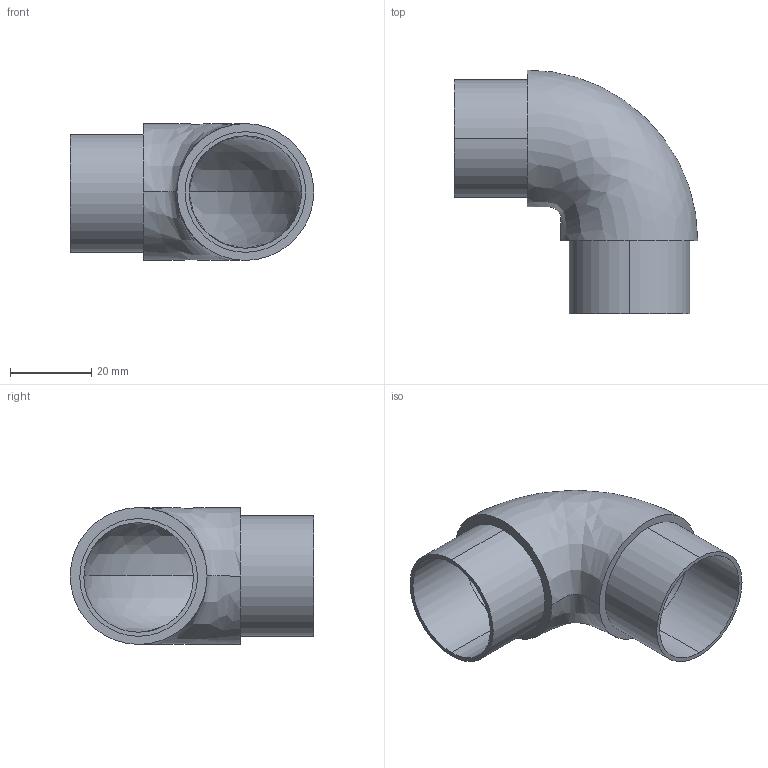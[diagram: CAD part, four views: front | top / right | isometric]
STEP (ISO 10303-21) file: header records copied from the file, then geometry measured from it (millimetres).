
FILE_DESCRIPTION (( 'STEP AP203' ), '1' );
FILE_NAME ('3D_GR1092_33.7x2_188851160.STEP', '2024-11-11T11:03:46', ( '' ), ( '' ), 'SwSTEP 2.0', 'SolidWorks 2023', '' );
FILE_SCHEMA (( 'CONFIG_CONTROL_DESIGN' ));
Length unit declared in the file: millimetre
Products named in the file (1): 3D_GR1092_33.7x2_188851160
Bounding box: 60 x 60 x 33.7 mm (x, y, z)
Volume: 14700.6 mm3; surface area: 14716.1 mm2
Topology: 1 solids, 1 shells, 17 faces, 64 edges, 52 vertices
Faces by surface type: cylinder 8, plane 5, bspline 4
Entity records: 9433 total; most frequent: CARTESIAN_POINT 8806, ORIENTED_EDGE 128, DIRECTION 104, EDGE_CURVE 64, VERTEX_POINT 52, AXIS2_PLACEMENT_3D 48, CIRCLE 34, B_SPLINE_CURVE_WITH_KNOTS 22
